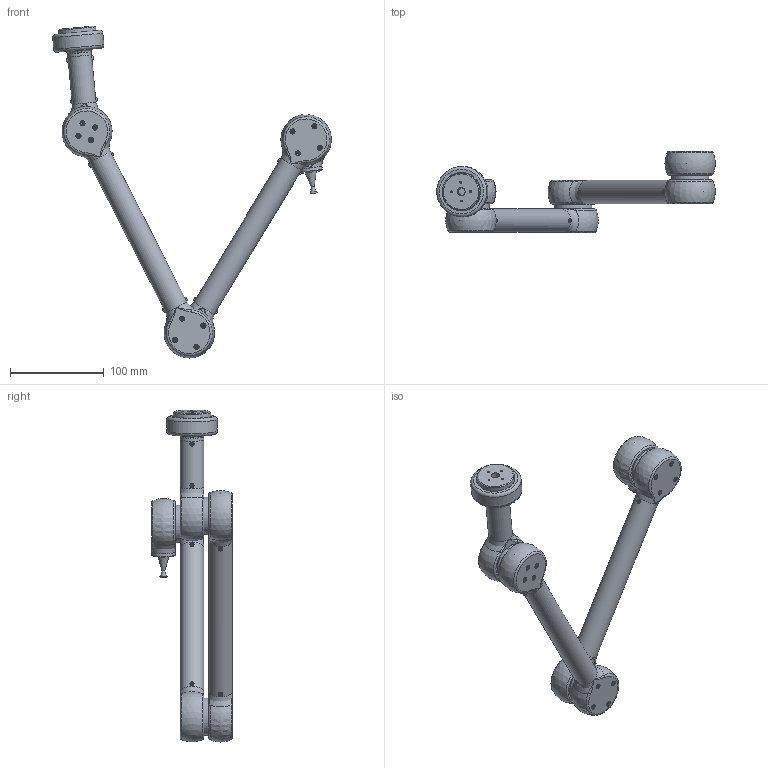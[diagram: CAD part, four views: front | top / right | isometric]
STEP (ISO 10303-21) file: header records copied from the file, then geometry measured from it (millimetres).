
FILE_DESCRIPTION(/* description */ ('STEP AP242','CAx-IF Rec.Pracs.---Representation and Presentation of Product Manufacturing Information (PMI)---4.0---2014-10-13','CAx-IF Rec.Pracs.---3D Tessellated Geometry---0.4---2014-09-14','2;1'),/* implementation_level */ '2;1');
FILE_NAME(/* name */ '682d586bcdd7195510031b0c',/* time_stamp */ '2025-05-21T04:37:00Z',/* author */ (''),/* organization */ (''),/* preprocessor_version */ 'ST-DEVELOPER v20',/* originating_system */ 'ONSHAPE BY PTC INC, 1.198',/* authorisation */ ' ');
FILE_SCHEMA (('AP242_MANAGED_MODEL_BASED_3D_ENGINEERING_MIM_LF { 1 0 10303 442 1 1 4 }'));
Length unit declared in the file: metre
Products named in the file (18): Robotic Arm Assembly; Socket button head screw M2.5x0.45 x 6; Hex socket head cap screw M2.5x0.45 x 18; Socket button head screw M2.5x0.45 x 5; IFlight IPower Motor GM3506 130T <1>; Part 1; Part 2; Robotic_Arm_BOTTOM_MOUNT; Robotic_Arm_Mount1; Robotic_Arm_Mount2; VacuumPenMount; VacuumPenSuction; Alu Arm Tube2; Alu Arm Tube Top; IFlight IPower Motor GM3506 130T <2>; IFlight IPower Motor GM3506 130T <4>; Robotic_Arm_TOP_MOUNT; IFlight IPower Motor GM3506 130T <3>
Assembly tree (68 placements, depth 3):
  Robotic Arm Assembly
    Socket button head screw M2.5x0.45 x 6  x4
    Hex socket head cap screw M2.5x0.45 x 18  x28
    Socket button head screw M2.5x0.45 x 5  x12
    IFlight IPower Motor GM3506 130T <1>
      Part 1
      Part 2
    Robotic_Arm_BOTTOM_MOUNT
    Robotic_Arm_Mount1  x2
    Robotic_Arm_Mount2  x3
    VacuumPenMount
    VacuumPenSuction
    Alu Arm Tube2  x2
    Alu Arm Tube Top
    IFlight IPower Motor GM3506 130T <2>
      Part 2
      Part 1
    IFlight IPower Motor GM3506 130T <4>
      Part 2
      Part 1
    Robotic_Arm_TOP_MOUNT
    IFlight IPower Motor GM3506 130T <3>
      Part 1
      Part 2
Bounding box: 298.09 x 86.4 x 355.05 mm (x, y, z)
Volume: 324646.2 mm3; surface area: 221720.9 mm2
Topology: 64 solids, 65 shells, 1478 faces, 3297 edges, 2017 vertices
Faces by surface type: plane 801, cylinder 304, cone 173, torus 144, sphere 28, bspline 28
Full cylindrical faces by diameter (mm): 2.05 x56, 2.5 x44, 2.794 x16, 2.9 x28, 4.5 x28, 5.5 x28, 7.98 x4, 8.6 x8, 9.25 x20, 10.58 x4, 11.85 x11, 16.053 x6, 22.403 x6, 22.911 x3, 25.4 x5, 40 x8, 40.64 x7, 45.72 x1, 46.99 x6, 47.625 x1, 53.975 x1
Entity records: 9902 total; most frequent: CARTESIAN_POINT 2306, DIRECTION 1588, ORIENTED_EDGE 1076, AXIS2_PLACEMENT_3D 754, FACE_BOUND 658, EDGE_LOOP 647, EDGE_CURVE 538, VERTEX_POINT 430
